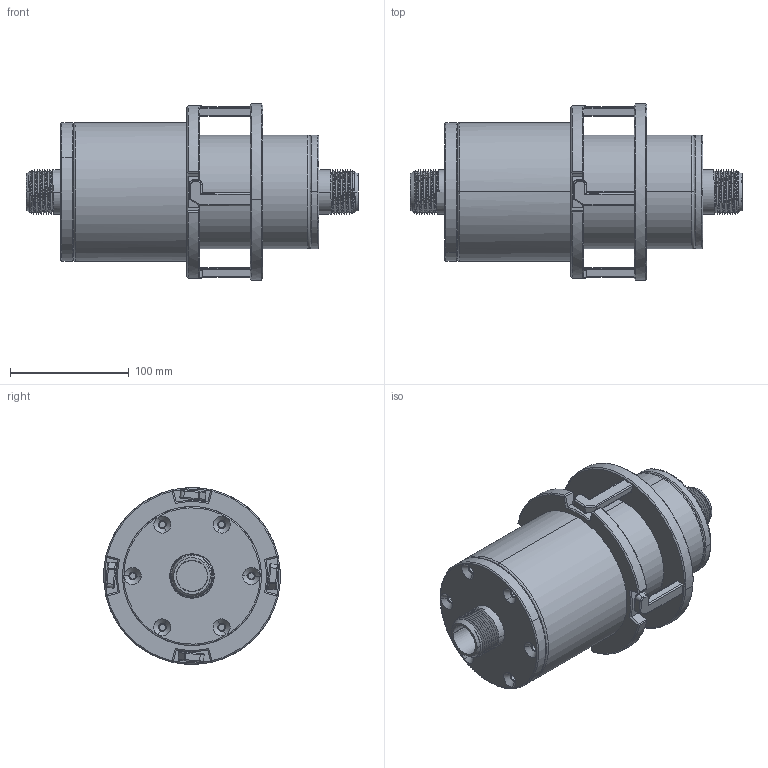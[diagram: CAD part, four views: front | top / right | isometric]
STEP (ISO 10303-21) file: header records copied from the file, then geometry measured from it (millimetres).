
FILE_DESCRIPTION(('FreeCAD Model'),'2;1');
FILE_NAME('Open CASCADE Shape Model','2025-04-27T07:41:58',('FreeCAD'),( 'FreeCAD'),'Open CASCADE STEP processor 7.6','FreeCAD','Unknown');
FILE_SCHEMA(('AUTOMOTIVE_DESIGN { 1 0 10303 214 1 1 1 1 }'));
Products named in the file (1): Open CASCADE STEP translator 7.6 1
Bounding box: 279.51 x 148.79 x 148.71 mm (x, y, z)
Volume: 1762007.4 mm3; surface area: 344314.5 mm2
Topology: 19 solids, 31 shells, 1256 faces, 2990 edges, 1774 vertices
Faces by surface type: bspline 1256
Entity records: 53285 total; most frequent: CARTESIAN_POINT 36725, ORIENTED_EDGE 5932, EDGE_CURVE 2990, VERTEX_POINT 1774, B_SPLINE_CURVE_WITH_KNOTS 1563, FACE_BOUND 1356, EDGE_LOOP 1356, ADVANCED_FACE 1256
